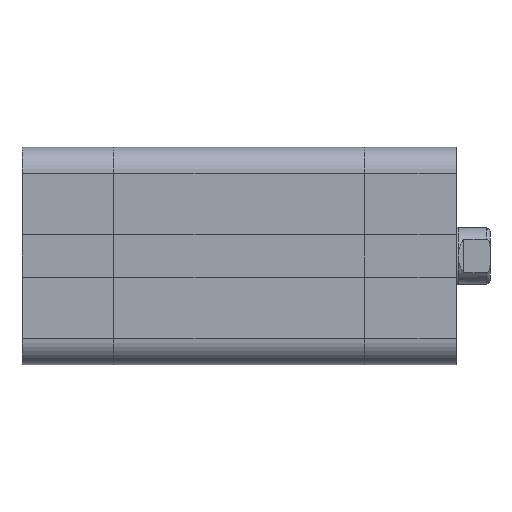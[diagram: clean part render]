
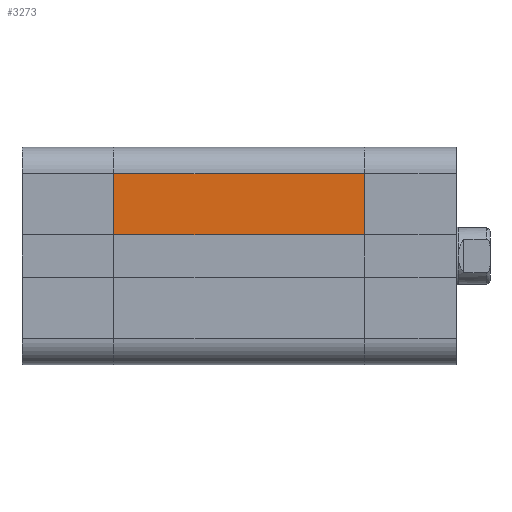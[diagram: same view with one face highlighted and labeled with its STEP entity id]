
A CAD part, front view. The second image highlights one B-rep face of the part: STEP entity #3273.
In plain terms, the highlighted planar face has unit normal (0, -1, 0).
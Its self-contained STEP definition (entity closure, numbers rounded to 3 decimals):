
#3 = EDGE_CURVE ( 'NONE', #2636, #2635, #6698, .T. ) ;
#153 = EDGE_CURVE ( 'NONE', #2602, #2645, #6982, .T. ) ;
#154 = EDGE_CURVE ( 'NONE', #2635, #2645, #6968, .T. ) ;
#155 = EDGE_CURVE ( 'NONE', #2636, #2602, #6986, .T. ) ;
#1120 = CARTESIAN_POINT ( 'NONE',  ( -11., -14.5, -33.5 ) ) ;
#1121 = PLANE ( 'NONE',  #7840 ) ;
#1123 = DIRECTION ( 'NONE',  ( 0., -1., 0. ) ) ;
#1124 = DIRECTION ( 'NONE',  ( 0., 0., -1. ) ) ;
#2465 = CARTESIAN_POINT ( 'NONE',  ( -11., -14.5, -33.5 ) ) ;
#2492 = DIRECTION ( 'NONE',  ( 0., 0., 1. ) ) ;
#2602 = VERTEX_POINT ( 'NONE', #4037 ) ;
#2635 = VERTEX_POINT ( 'NONE', #4070 ) ;
#2636 = VERTEX_POINT ( 'NONE', #4071 ) ;
#2645 = VERTEX_POINT ( 'NONE', #4080 ) ;
#3273 = ADVANCED_FACE ( 'NONE', ( #5436 ), #1121, .T. ) ;
#3704 = CARTESIAN_POINT ( 'NONE',  ( -11., -14.5, 0. ) ) ;
#3707 = CARTESIAN_POINT ( 'NONE',  ( -2.85, -14.5, -33.5 ) ) ;
#3708 = DIRECTION ( 'NONE',  ( 0., 0., 1. ) ) ;
#3710 = DIRECTION ( 'NONE',  ( 1., 0., 0. ) ) ;
#3711 = CARTESIAN_POINT ( 'NONE',  ( -11., -14.5, -33.5 ) ) ;
#3712 = DIRECTION ( 'NONE',  ( 1., 0., 0. ) ) ;
#4037 = CARTESIAN_POINT ( 'NONE',  ( -2.85, -14.5, -33.5 ) ) ;
#4070 = CARTESIAN_POINT ( 'NONE',  ( -11., -14.5, 0. ) ) ;
#4071 = CARTESIAN_POINT ( 'NONE',  ( -11., -14.5, -33.5 ) ) ;
#4080 = CARTESIAN_POINT ( 'NONE',  ( -2.85, -14.5, 0. ) ) ;
#5436 = FACE_OUTER_BOUND ( 'NONE', #7345, .T. ) ;
#6421 = ORIENTED_EDGE ( 'NONE', *, *, #153, .T. ) ;
#6422 = ORIENTED_EDGE ( 'NONE', *, *, #154, .F. ) ;
#6423 = ORIENTED_EDGE ( 'NONE', *, *, #3, .F. ) ;
#6424 = ORIENTED_EDGE ( 'NONE', *, *, #155, .T. ) ;
#6694 = VECTOR ( 'NONE', #2492, 1000. ) ;
#6698 = LINE ( 'NONE', #2465, #6694 ) ;
#6968 = LINE ( 'NONE', #3704, #6984 ) ;
#6982 = LINE ( 'NONE', #3707, #6983 ) ;
#6983 = VECTOR ( 'NONE', #3708, 1000. ) ;
#6984 = VECTOR ( 'NONE', #3710, 1000. ) ;
#6986 = LINE ( 'NONE', #3711, #6987 ) ;
#6987 = VECTOR ( 'NONE', #3712, 1000. ) ;
#7345 = EDGE_LOOP ( 'NONE', ( #6421, #6422, #6423, #6424 ) ) ;
#7840 = AXIS2_PLACEMENT_3D ( 'NONE', #1120, #1123, #1124 ) ;
